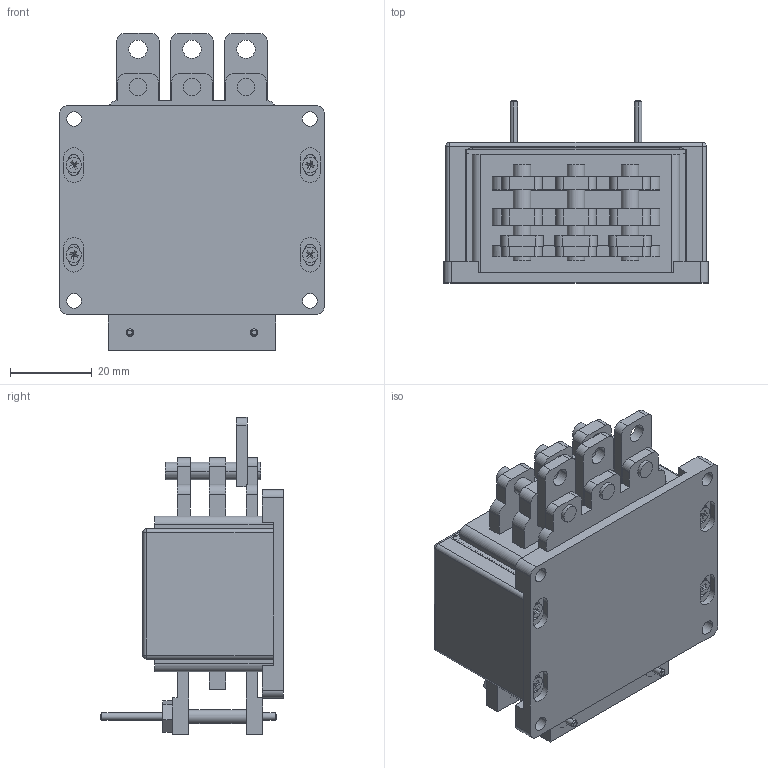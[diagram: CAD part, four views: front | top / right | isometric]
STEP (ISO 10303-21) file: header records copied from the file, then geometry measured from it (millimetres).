
FILE_DESCRIPTION (( 'STEP AP203' ), '1' );
FILE_NAME ('079partstep.STEP', '2019-02-19T08:36:26', ( 'AdministradorLocal' ), ( 'Microsoft' ), 'SwSTEP 2.0', 'SolidWorks 2018', '' );
FILE_SCHEMA (( 'CONFIG_CONTROL_DESIGN' ));
Length unit declared in the file: millimetre
Products named in the file (1): 079partstep
Bounding box: 65 x 44.8 x 77.78 mm (x, y, z)
Volume: 98402.5 mm3; surface area: 36483.6 mm2
Topology: 9 solids, 9 shells, 843 faces, 2177 edges, 1382 vertices
Faces by surface type: cylinder 326, plane 281, cone 208, torus 12, bspline 12, sphere 4
Entity records: 28594 total; most frequent: CARTESIAN_POINT 7571, DIRECTION 4585, ORIENTED_EDGE 4330, EDGE_CURVE 2165, AXIS2_PLACEMENT_3D 1712, VERTEX_POINT 1382, VECTOR 1161, LINE 1161
